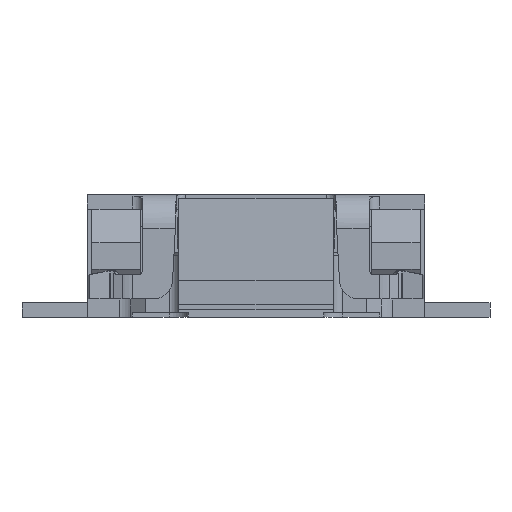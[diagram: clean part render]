
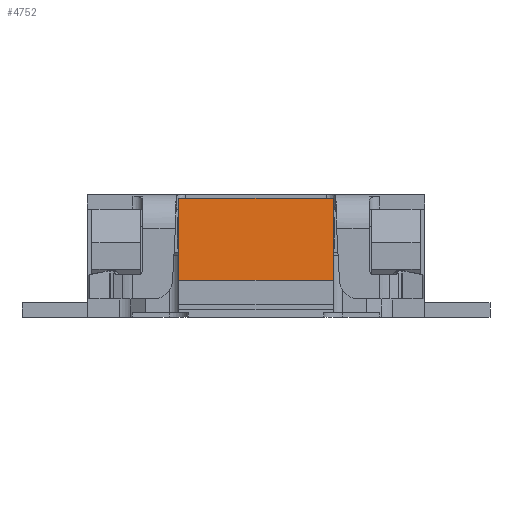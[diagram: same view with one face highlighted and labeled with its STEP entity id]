
A CAD part, front view. The second image highlights one B-rep face of the part: STEP entity #4752.
In plain terms, the highlighted planar face has unit normal (0, -0.998, 0.059).
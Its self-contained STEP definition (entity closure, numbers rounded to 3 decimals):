
#4269 = VERTEX_POINT ( 'NONE', #14643 ) ;
#4271 = VERTEX_POINT ( 'NONE', #14642 ) ;
#4272 = EDGE_CURVE ( 'NONE', #4271, #4269, #14641, .T. ) ;
#4377 = EDGE_CURVE ( 'NONE', #4378, #4517, #14863, .T. ) ;
#4378 = VERTEX_POINT ( 'NONE', #14859 ) ;
#4379 = ORIENTED_EDGE ( 'NONE', *, *, #4380, .T. ) ;
#4380 = EDGE_CURVE ( 'NONE', #4378, #4271, #14857, .T. ) ;
#4517 = VERTEX_POINT ( 'NONE', #15415 ) ;
#4631 = EDGE_LOOP ( 'NONE', ( #4632, #4633, #4715, #4379 ) ) ;
#4632 = ORIENTED_EDGE ( 'NONE', *, *, #4272, .T. ) ;
#4633 = ORIENTED_EDGE ( 'NONE', *, *, #4634, .T. ) ;
#4634 = EDGE_CURVE ( 'NONE', #4269, #4517, #15679, .T. ) ;
#4715 = ORIENTED_EDGE ( 'NONE', *, *, #4377, .F. ) ;
#4752 = ADVANCED_FACE ( 'NONE', ( #16188 ), #16124, .T. ) ;
#14638 = DIRECTION ( 'NONE',  ( -1., 0., 0. ) ) ;
#14639 = VECTOR ( 'NONE', #14638, 1000. ) ;
#14640 = CARTESIAN_POINT ( 'NONE',  ( -1.901, -2.055, 1.235 ) ) ;
#14641 = LINE ( 'NONE', #14640, #14639 ) ;
#14642 = CARTESIAN_POINT ( 'NONE',  ( 0.8, -2.055, 1.235 ) ) ;
#14643 = CARTESIAN_POINT ( 'NONE',  ( -0.8, -2.055, 1.235 ) ) ;
#14856 = CARTESIAN_POINT ( 'NONE',  ( 0.8, -2.105, 0.385 ) ) ;
#14857 = LINE ( 'NONE', #14856, #15090 ) ;
#14859 = CARTESIAN_POINT ( 'NONE',  ( 0.8, -2.105, 0.385 ) ) ;
#14860 = DIRECTION ( 'NONE',  ( -1., 0., 0. ) ) ;
#14861 = VECTOR ( 'NONE', #14860, 1000. ) ;
#14862 = CARTESIAN_POINT ( 'NONE',  ( -1.901, -2.105, 0.385 ) ) ;
#14863 = LINE ( 'NONE', #14862, #14861 ) ;
#15090 = VECTOR ( 'NONE', #15105, 1000. ) ;
#15105 = DIRECTION ( 'NONE',  ( 0., 0.059, 0.998 ) ) ;
#15415 = CARTESIAN_POINT ( 'NONE',  ( -0.8, -2.105, 0.385 ) ) ;
#15676 = DIRECTION ( 'NONE',  ( 0., -0.059, -0.998 ) ) ;
#15677 = VECTOR ( 'NONE', #15676, 1000. ) ;
#15678 = CARTESIAN_POINT ( 'NONE',  ( -0.8, -2.055, 1.235 ) ) ;
#15679 = LINE ( 'NONE', #15678, #15677 ) ;
#16120 = DIRECTION ( 'NONE',  ( 0., -0.059, -0.998 ) ) ;
#16121 = DIRECTION ( 'NONE',  ( 0., -0.998, 0.059 ) ) ;
#16122 = CARTESIAN_POINT ( 'NONE',  ( -1.901, -2.105, 0.385 ) ) ;
#16123 = AXIS2_PLACEMENT_3D ( 'NONE', #16122, #16121, #16120 ) ;
#16124 = PLANE ( 'NONE',  #16123 ) ;
#16188 = FACE_OUTER_BOUND ( 'NONE', #4631, .T. ) ;
